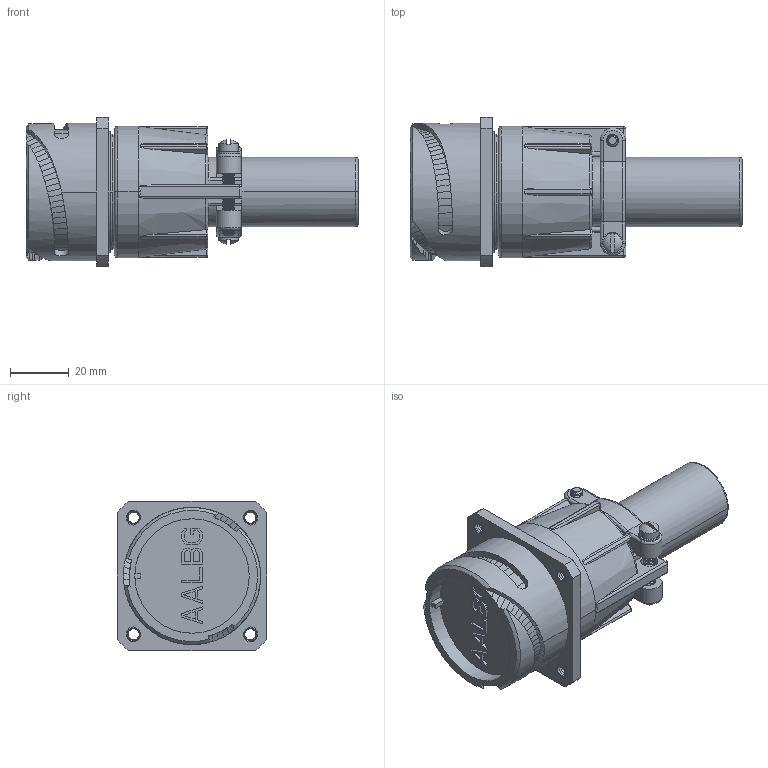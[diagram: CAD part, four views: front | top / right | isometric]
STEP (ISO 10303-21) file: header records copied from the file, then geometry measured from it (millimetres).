
FILE_DESCRIPTION((''),'2;1');
FILE_NAME('VG95234J-28_SW0001','2023-03-06T14:42:20',('paultorloting'),('NET AG system integration'),'CREO PARAMETRIC BY PTC INC, 2021404','CREO PARAMETRIC BY PTC INC, 2021404','');
FILE_SCHEMA(('AUTOMOTIVE_DESIGN { 1 0 10303 214 1 1 1 1 }'));
Length unit declared in the file: millimetre
Products named in the file (1): VG95234J-28_SW0001
Bounding box: 113.03 x 50.8 x 50.8 mm (x, y, z)
Volume: 100467.1 mm3; surface area: 30274.8 mm2
Topology: 1 solids, 1 shells, 1073 faces, 2857 edges, 1804 vertices
Faces by surface type: plane 391, bspline 313, cylinder 257, cone 50, torus 46, sphere 16
Entity records: 71088 total; most frequent: CARTESIAN_POINT 40868, ORIENTED_EDGE 5714, DIRECTION 3817, EDGE_CURVE 2857, VERTEX_POINT 1804, VECTOR 1466, LINE 1466, AXIS2_PLACEMENT_3D 1174
